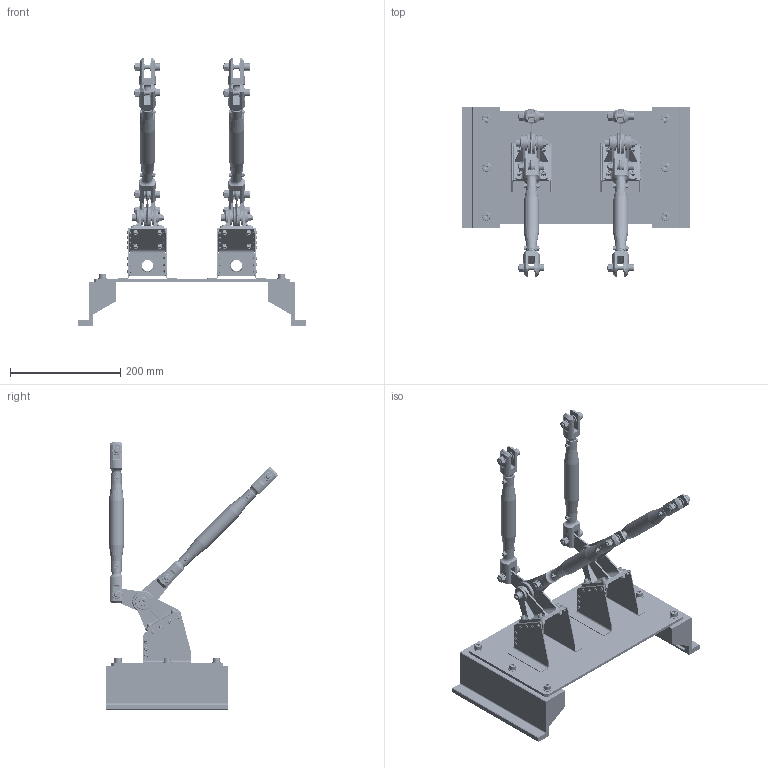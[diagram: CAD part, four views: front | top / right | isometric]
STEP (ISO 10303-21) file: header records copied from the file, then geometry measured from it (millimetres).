
FILE_DESCRIPTION(('CATIA V5 STEP Exchange'),'2;1');
FILE_NAME('Sistema_de_mando.stp','2024-10-23T18:47:58+00:00',('none'),('none'),'CATIA Version 5 Release 21 GA (IN-10)','CATIA V5 STEP AP203','none');
FILE_SCHEMA(('CONFIG_CONTROL_DESIGN'));
Length unit declared in the file: millimetre
Products named in the file (10): SISTEMA DE MANDO; Conjunto Soporte; Conjunto Balancin R; Conjunto Tubo de Control; Conjunto Horquila; Conjunto Chapa y Balancin; Rotula; Conjunto Chapa; Product1; DeToroOrellanaMario_52046872B
Assembly tree (71 placements, depth 6):
  SISTEMA DE MANDO
    Conjunto Soporte
      #66  x2
      #2257
    Conjunto Balancin R  x2
      Conjunto Tubo de Control
        Conjunto Horquila  x2
          #6115
          #8116
          #8644
          #9005
          #9553
          #9785
          #10610
          #10779
          #10996
          #11559
        #12397
      Conjunto Chapa y Balancin
        #13918
        #9553  x2
        #9005
        #15240
        #15768
        Rotula  x2
          #16137
          #16392
        #16690
        Conjunto Chapa
          #17523
          #21717
          #25228
          #26405
          #27582  x7
          #28265  x7
          Product1  x4
            #28956
            #29504
            #29721
    DeToroOrellanaMario_52046872B  x6
      #30696
      #9553
      #31589
Bounding box: 414 x 309.9 x 485 mm (x, y, z)
Volume: 2041422.3 mm3; surface area: 724655.7 mm2
Topology: 211 solids, 211 shells, 4656 faces, 10780 edges, 6688 vertices
Faces by surface type: cylinder 1642, plane 1370, cone 1024, torus 532, bspline 64, sphere 24
Entity records: 31885 total; most frequent: CARTESIAN_POINT 8278, ORIENTED_EDGE 4958, DIRECTION 4002, EDGE_CURVE 2479, AXIS2_PLACEMENT_3D 2008, VERTEX_POINT 1528, EDGE_LOOP 1207, CIRCLE 1105
